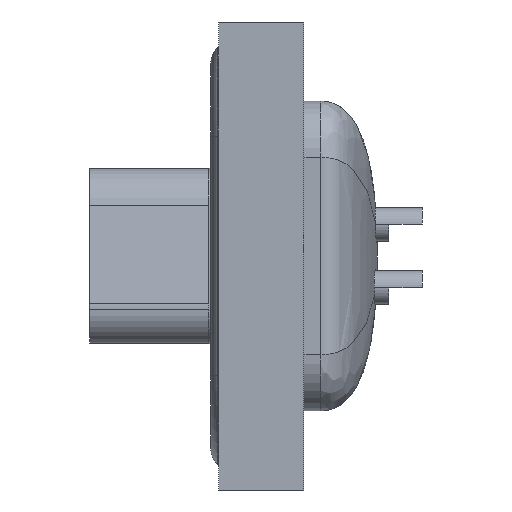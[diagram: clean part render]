
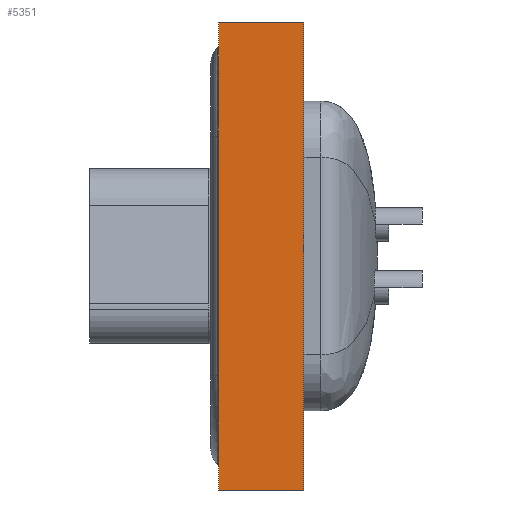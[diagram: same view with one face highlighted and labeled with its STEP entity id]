
A CAD part, left-side view. The second image highlights one B-rep face of the part: STEP entity #5351.
In plain terms, the highlighted planar face has unit normal (-1, 0, 0).
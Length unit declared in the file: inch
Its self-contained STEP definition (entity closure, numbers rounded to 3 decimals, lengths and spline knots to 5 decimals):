
#5100 = EDGE_CURVE ( 'NONE', #5101, #5233, #18909, .T. ) ;
#5101 = VERTEX_POINT ( 'NONE', #18972 ) ;
#5102 = ORIENTED_EDGE ( 'NONE', *, *, #5103, .T. ) ;
#5103 = EDGE_CURVE ( 'NONE', #5101, #5350, #18923, .T. ) ;
#5227 = EDGE_CURVE ( 'NONE', #5350, #5228, #19307, .T. ) ;
#5228 = VERTEX_POINT ( 'NONE', #19261 ) ;
#5231 = ORIENTED_EDGE ( 'NONE', *, *, #5232, .F. ) ;
#5232 = EDGE_CURVE ( 'NONE', #5233, #5228, #19260, .T. ) ;
#5233 = VERTEX_POINT ( 'NONE', #19223 ) ;
#5328 = ORIENTED_EDGE ( 'NONE', *, *, #5100, .F. ) ;
#5349 = ORIENTED_EDGE ( 'NONE', *, *, #5227, .T. ) ;
#5350 = VERTEX_POINT ( 'NONE', #19505 ) ;
#5351 = ADVANCED_FACE ( 'NONE', ( #19477 ), #19476, .F. ) ;
#5352 = EDGE_LOOP ( 'NONE', ( #5349, #5231, #5328, #5102 ) ) ;
#18907 = VECTOR ( 'NONE', #18973, 39.37008 ) ;
#18908 = CARTESIAN_POINT ( 'NONE',  ( -0.77559, 0.07579, -0.41535 ) ) ;
#18909 = LINE ( 'NONE', #18908, #18907 ) ;
#18920 = DIRECTION ( 'NONE',  ( 0., -1., 0. ) ) ;
#18921 = VECTOR ( 'NONE', #18920, 39.37008 ) ;
#18922 = CARTESIAN_POINT ( 'NONE',  ( -0.77559, 0.07579, -0.41535 ) ) ;
#18923 = LINE ( 'NONE', #18922, #18921 ) ;
#18972 = CARTESIAN_POINT ( 'NONE',  ( -0.77559, 0.07579, -0.41535 ) ) ;
#18973 = DIRECTION ( 'NONE',  ( 0., 0., 1. ) ) ;
#19223 = CARTESIAN_POINT ( 'NONE',  ( -0.77559, 0.07579, 0.41535 ) ) ;
#19260 = LINE ( 'NONE', #19276, #19275 ) ;
#19261 = CARTESIAN_POINT ( 'NONE',  ( -0.77559, -0.07579, 0.41535 ) ) ;
#19274 = DIRECTION ( 'NONE',  ( 0., -1., 0. ) ) ;
#19275 = VECTOR ( 'NONE', #19274, 39.37008 ) ;
#19276 = CARTESIAN_POINT ( 'NONE',  ( -0.77559, 0.07579, 0.41535 ) ) ;
#19304 = DIRECTION ( 'NONE',  ( 0., 0., 1. ) ) ;
#19305 = VECTOR ( 'NONE', #19304, 39.37008 ) ;
#19306 = CARTESIAN_POINT ( 'NONE',  ( -0.77559, -0.07579, -0.41535 ) ) ;
#19307 = LINE ( 'NONE', #19306, #19305 ) ;
#19471 = DIRECTION ( 'NONE',  ( 0., 0., -1. ) ) ;
#19472 = DIRECTION ( 'NONE',  ( 1., 0., 0. ) ) ;
#19473 = CARTESIAN_POINT ( 'NONE',  ( -0.77559, 0.07579, -0.41535 ) ) ;
#19474 = AXIS2_PLACEMENT_3D ( 'NONE', #19473, #19472, #19471 ) ;
#19476 = PLANE ( 'NONE',  #19474 ) ;
#19477 = FACE_OUTER_BOUND ( 'NONE', #5352, .T. ) ;
#19505 = CARTESIAN_POINT ( 'NONE',  ( -0.77559, -0.07579, -0.41535 ) ) ;
